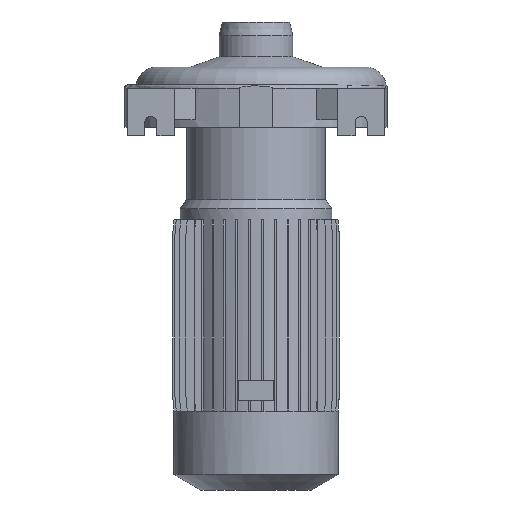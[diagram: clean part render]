
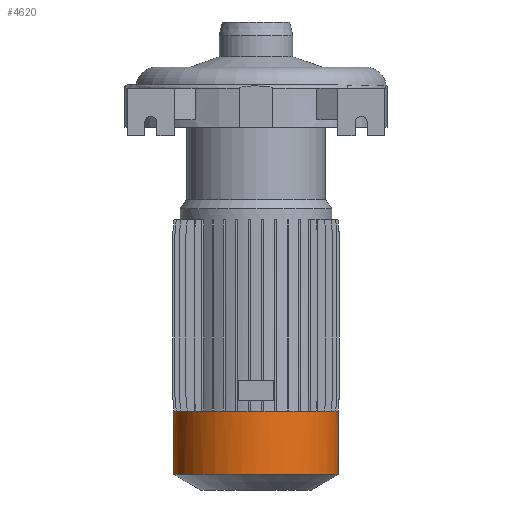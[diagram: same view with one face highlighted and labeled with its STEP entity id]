
A CAD part, front view. The second image highlights one B-rep face of the part: STEP entity #4620.
In plain terms, the highlighted cylindrical face has radius 78.5 mm (diameter 157 mm), a partial arc.
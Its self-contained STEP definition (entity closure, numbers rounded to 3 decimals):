
#765 = CARTESIAN_POINT ( 'NONE',  ( 0., 0., 63. ) ) ;
#929 = DIRECTION ( 'NONE',  ( 0., 0., 1. ) ) ;
#1239 = ORIENTED_EDGE ( 'NONE', *, *, #10443, .T. ) ;
#1640 = FACE_OUTER_BOUND ( 'NONE', #10392, .T. ) ;
#1863 = LINE ( 'NONE', #6531, #6028 ) ;
#2804 = DIRECTION ( 'NONE',  ( 1., 0., 0. ) ) ;
#2920 = AXIS2_PLACEMENT_3D ( 'NONE', #3475, #7254, #5401 ) ;
#3475 = CARTESIAN_POINT ( 'NONE',  ( 0., 0., -307. ) ) ;
#4454 = CARTESIAN_POINT ( 'NONE',  ( -78.5, 0., -367. ) ) ;
#4620 = ADVANCED_FACE ( 'NONE', ( #1640 ), #6191, .T. ) ;
#4648 = CIRCLE ( 'NONE', #2920, 78.5 ) ;
#5256 = DIRECTION ( 'NONE',  ( 1., 0., 0. ) ) ;
#5325 = VERTEX_POINT ( 'NONE', #5335 ) ;
#5335 = CARTESIAN_POINT ( 'NONE',  ( -78.5, 0., -307. ) ) ;
#5401 = DIRECTION ( 'NONE',  ( 1., 0., 0. ) ) ;
#5422 = AXIS2_PLACEMENT_3D ( 'NONE', #5476, #929, #2804 ) ;
#5460 = VERTEX_POINT ( 'NONE', #10359 ) ;
#5476 = CARTESIAN_POINT ( 'NONE',  ( 0., 0., -367. ) ) ;
#5482 = ORIENTED_EDGE ( 'NONE', *, *, #8107, .F. ) ;
#6028 = VECTOR ( 'NONE', #9446, 1000. ) ;
#6191 = CYLINDRICAL_SURFACE ( 'NONE', #10711, 78.5 ) ;
#6531 = CARTESIAN_POINT ( 'NONE',  ( 78.5, 0., 63. ) ) ;
#6641 = VECTOR ( 'NONE', #6883, 1000. ) ;
#6765 = LINE ( 'NONE', #7756, #6641 ) ;
#6883 = DIRECTION ( 'NONE',  ( 0., 0., 1. ) ) ;
#7254 = DIRECTION ( 'NONE',  ( 0., 0., 1. ) ) ;
#7756 = CARTESIAN_POINT ( 'NONE',  ( -78.5, 0., 63. ) ) ;
#8107 = EDGE_CURVE ( 'NONE', #5325, #5460, #4648, .T. ) ;
#8108 = DIRECTION ( 'NONE',  ( 0., 0., 1. ) ) ;
#8433 = VERTEX_POINT ( 'NONE', #4454 ) ;
#8563 = VERTEX_POINT ( 'NONE', #11433 ) ;
#9446 = DIRECTION ( 'NONE',  ( 0., 0., 1. ) ) ;
#10359 = CARTESIAN_POINT ( 'NONE',  ( 78.5, 0., -307. ) ) ;
#10392 = EDGE_LOOP ( 'NONE', ( #11818, #1239, #10724, #5482 ) ) ;
#10443 = EDGE_CURVE ( 'NONE', #8433, #8563, #11186, .T. ) ;
#10711 = AXIS2_PLACEMENT_3D ( 'NONE', #765, #8108, #5256 ) ;
#10724 = ORIENTED_EDGE ( 'NONE', *, *, #11462, .T. ) ;
#11186 = CIRCLE ( 'NONE', #5422, 78.5 ) ;
#11433 = CARTESIAN_POINT ( 'NONE',  ( 78.5, 0., -367. ) ) ;
#11462 = EDGE_CURVE ( 'NONE', #8563, #5460, #1863, .T. ) ;
#11818 = ORIENTED_EDGE ( 'NONE', *, *, #11982, .F. ) ;
#11982 = EDGE_CURVE ( 'NONE', #8433, #5325, #6765, .T. ) ;
